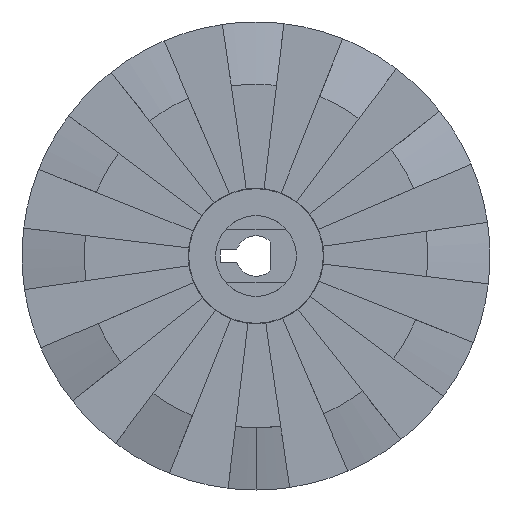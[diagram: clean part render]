
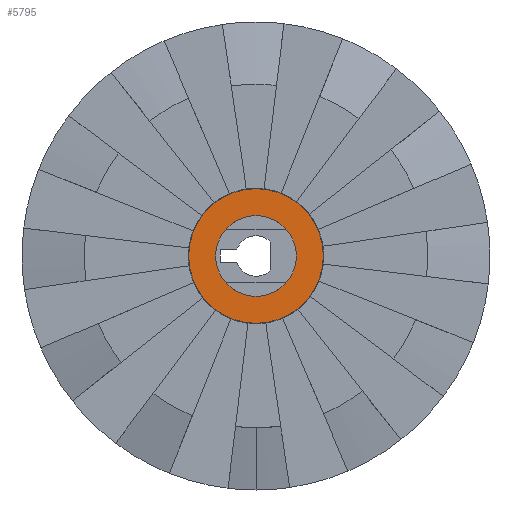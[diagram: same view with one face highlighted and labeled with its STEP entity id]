
A CAD part, left-side view. The second image highlights one B-rep face of the part: STEP entity #5795.
In plain terms, the highlighted planar face has unit normal (-1, 0, 0).
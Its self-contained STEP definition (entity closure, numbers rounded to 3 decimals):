
#357=CARTESIAN_POINT('',(-9.625,0.,-5.));
#358=VERTEX_POINT('',#357);
#365=CARTESIAN_POINT('',(-9.625,-0.,5.));
#366=VERTEX_POINT('',#365);
#367=CARTESIAN_POINT('',(-9.625,0.,0.));
#368=DIRECTION('',(-1.,0.,0.));
#369=DIRECTION('',(0.,0.,1.));
#370=AXIS2_PLACEMENT_3D('',#367,#368,#369);
#371=CIRCLE('',#370,5.);
#372=EDGE_CURVE('',#366,#358,#371,.T.);
#374=CARTESIAN_POINT('',(-9.625,0.,0.));
#375=DIRECTION('',(-1.,0.,0.));
#376=DIRECTION('',(0.,0.,1.));
#377=AXIS2_PLACEMENT_3D('',#374,#375,#376);
#378=CIRCLE('',#377,5.);
#379=EDGE_CURVE('',#358,#366,#378,.T.);
#5699=CARTESIAN_POINT('',(-9.625,0.,-3.));
#5700=VERTEX_POINT('',#5699);
#5763=CARTESIAN_POINT('',(-9.625,-0.,3.));
#5764=VERTEX_POINT('',#5763);
#5765=CARTESIAN_POINT('',(-9.625,0.,0.));
#5766=DIRECTION('',(-1.,0.,0.));
#5767=DIRECTION('',(0.,0.,1.));
#5768=AXIS2_PLACEMENT_3D('',#5765,#5766,#5767);
#5769=CIRCLE('',#5768,3.);
#5770=EDGE_CURVE('',#5700,#5764,#5769,.T.);
#5772=CARTESIAN_POINT('',(-9.625,0.,0.));
#5773=DIRECTION('',(-1.,0.,0.));
#5774=DIRECTION('',(0.,0.,1.));
#5775=AXIS2_PLACEMENT_3D('',#5772,#5773,#5774);
#5776=CIRCLE('',#5775,3.);
#5777=EDGE_CURVE('',#5764,#5700,#5776,.T.);
#5782=CARTESIAN_POINT('',(-9.625,0.,0.));
#5783=DIRECTION('',(-1.,0.,0.));
#5784=DIRECTION('',(0.,-1.,0.));
#5785=AXIS2_PLACEMENT_3D('',#5782,#5783,#5784);
#5786=PLANE('',#5785);
#5787=ORIENTED_EDGE('',*,*,#5770,.F.);
#5788=ORIENTED_EDGE('',*,*,#5777,.F.);
#5789=EDGE_LOOP('',(#5787,#5788));
#5790=FACE_BOUND('',#5789,.T.);
#5791=ORIENTED_EDGE('',*,*,#372,.T.);
#5792=ORIENTED_EDGE('',*,*,#379,.T.);
#5793=EDGE_LOOP('',(#5791,#5792));
#5794=FACE_BOUND('',#5793,.T.);
#5795=ADVANCED_FACE('',(#5790,#5794),#5786,.T.);
